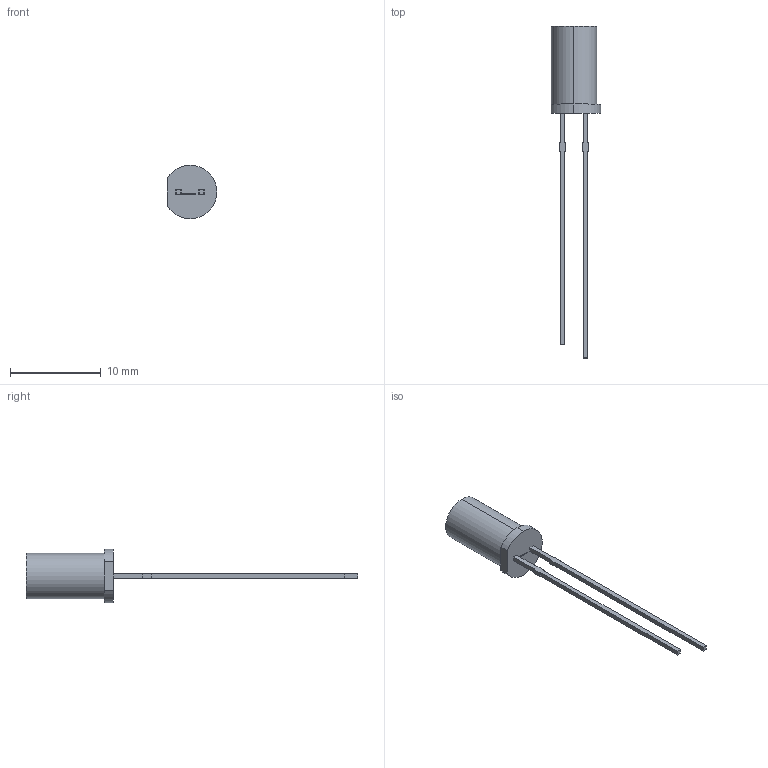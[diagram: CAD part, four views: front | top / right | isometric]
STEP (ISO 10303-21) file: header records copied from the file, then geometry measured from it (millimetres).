
FILE_DESCRIPTION (( 'STEP AP214' ), '1' );
FILE_NAME ('XSxx15.STEP', '2015-08-26T21:54:39', ( '' ), ( '' ), 'SwSTEP 2.0', 'SolidWorks 2012', '' );
FILE_SCHEMA (( 'AUTOMOTIVE_DESIGN' ));
Length unit declared in the file: millimetre
Products named in the file (1): XSxx15
Bounding box: 5.45 x 36.6 x 5.9 mm (x, y, z)
Volume: 208.6 mm3; surface area: 312.5 mm2
Topology: 1 solids, 1 shells, 225 faces, 614 edges, 409 vertices
Faces by surface type: plane 152, bspline 68, cylinder 5
Entity records: 12205 total; most frequent: CARTESIAN_POINT 4461, ORIENTED_EDGE 1228, DIRECTION 805, EDGE_CURVE 614, VECTOR 467, LINE 467, VERTEX_POINT 409, EDGE_LOOP 243
